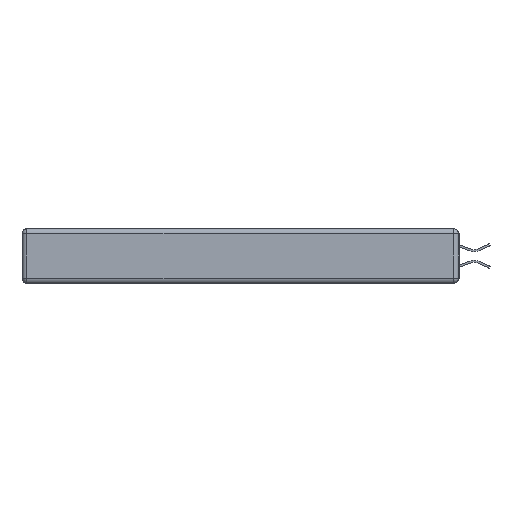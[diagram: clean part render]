
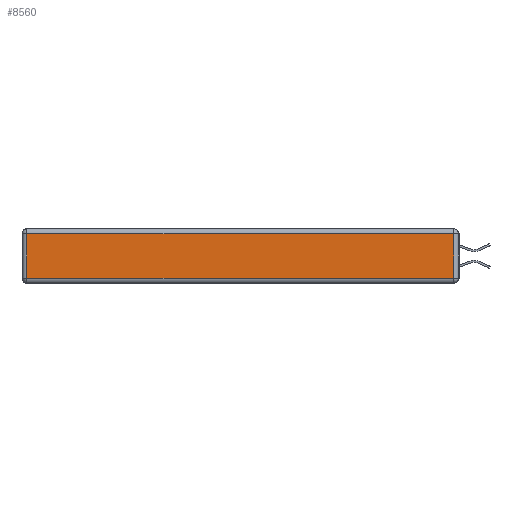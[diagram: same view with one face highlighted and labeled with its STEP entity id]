
A CAD part, left-side view. The second image highlights one B-rep face of the part: STEP entity #8560.
In plain terms, the highlighted planar face has unit normal (-1, 0, 0).
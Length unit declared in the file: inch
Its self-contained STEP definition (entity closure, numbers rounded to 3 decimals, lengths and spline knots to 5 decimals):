
#929 = VECTOR ( 'NONE', #18861, 39.37008 ) ;
#1017 = VERTEX_POINT ( 'NONE', #28023 ) ;
#1388 = CARTESIAN_POINT ( 'NONE',  ( 0., 2.72, -0.343 ) ) ;
#1645 = ORIENTED_EDGE ( 'NONE', *, *, #18296, .T. ) ;
#1712 = CARTESIAN_POINT ( 'NONE',  ( 0., 2.75, -0.03 ) ) ;
#1854 = ORIENTED_EDGE ( 'NONE', *, *, #7480, .T. ) ;
#2253 = ORIENTED_EDGE ( 'NONE', *, *, #21090, .T. ) ;
#4549 = VECTOR ( 'NONE', #19181, 39.37008 ) ;
#6811 = DIRECTION ( 'NONE',  ( 0., 0., 1. ) ) ;
#6965 = VERTEX_POINT ( 'NONE', #21633 ) ;
#7480 = EDGE_CURVE ( 'NONE', #6965, #1017, #19936, .T. ) ;
#7514 = VECTOR ( 'NONE', #25582, 39.37008 ) ;
#8560 = ADVANCED_FACE ( 'NONE', ( #20531 ), #9949, .T. ) ;
#9470 = CARTESIAN_POINT ( 'NONE',  ( 0., 2.72, -0.313 ) ) ;
#9705 = EDGE_LOOP ( 'NONE', ( #1645, #1854, #2253, #13652 ) ) ;
#9949 = PLANE ( 'NONE',  #18544 ) ;
#10274 = LINE ( 'NONE', #11794, #7514 ) ;
#11737 = EDGE_CURVE ( 'NONE', #17900, #22622, #26928, .T. ) ;
#11794 = CARTESIAN_POINT ( 'NONE',  ( 0., 0., -0.313 ) ) ;
#13652 = ORIENTED_EDGE ( 'NONE', *, *, #11737, .T. ) ;
#16628 = VECTOR ( 'NONE', #23375, 39.37008 ) ;
#17900 = VERTEX_POINT ( 'NONE', #22646 ) ;
#18296 = EDGE_CURVE ( 'NONE', #22622, #6965, #10274, .T. ) ;
#18544 = AXIS2_PLACEMENT_3D ( 'NONE', #23636, #28017, #6811 ) ;
#18861 = DIRECTION ( 'NONE',  ( 0., 0., -1. ) ) ;
#19181 = DIRECTION ( 'NONE',  ( 0., 0., 1. ) ) ;
#19936 = LINE ( 'NONE', #23468, #4549 ) ;
#20531 = FACE_OUTER_BOUND ( 'NONE', #9705, .T. ) ;
#21090 = EDGE_CURVE ( 'NONE', #1017, #17900, #24508, .T. ) ;
#21633 = CARTESIAN_POINT ( 'NONE',  ( 0., 0.03, -0.313 ) ) ;
#22622 = VERTEX_POINT ( 'NONE', #9470 ) ;
#22646 = CARTESIAN_POINT ( 'NONE',  ( 0., 2.72, -0.03 ) ) ;
#23375 = DIRECTION ( 'NONE',  ( 0., 1., 0. ) ) ;
#23468 = CARTESIAN_POINT ( 'NONE',  ( 0., 0.03, -0.343 ) ) ;
#23636 = CARTESIAN_POINT ( 'NONE',  ( 0., 0., -0.343 ) ) ;
#24508 = LINE ( 'NONE', #1712, #16628 ) ;
#25582 = DIRECTION ( 'NONE',  ( 0., -1., 0. ) ) ;
#26928 = LINE ( 'NONE', #1388, #929 ) ;
#28017 = DIRECTION ( 'NONE',  ( -1., 0., 0. ) ) ;
#28023 = CARTESIAN_POINT ( 'NONE',  ( 0., 0.03, -0.03 ) ) ;
